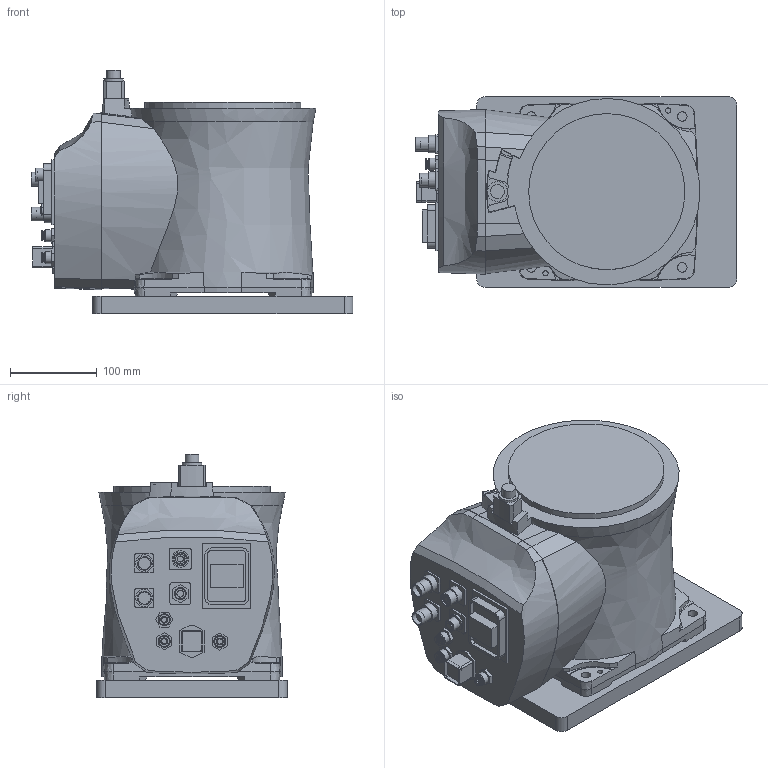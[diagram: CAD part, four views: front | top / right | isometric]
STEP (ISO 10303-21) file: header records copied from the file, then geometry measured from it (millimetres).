
FILE_DESCRIPTION(('FreeCAD Model'),'2;1');
FILE_NAME( 'kuka_base.step', '2020-12-26T09:01:33',('Author'),(''), 'Open CASCADE STEP processor 7.3','FreeCAD','Unknown');
FILE_SCHEMA(('AUTOMOTIVE_DESIGN { 1 0 10303 214 1 1 1 1 }'));
Length unit declared in the file: millimetre
Products named in the file (2): Robot_mountplate_20mm; KR6_KR10_R900_sixx_1
Bounding box: 371 x 220 x 280.8 mm (x, y, z)
Volume: 11825200.9 mm3; surface area: 474551.1 mm2
Topology: 2 solids, 2 shells, 331 faces, 857 edges, 578 vertices
Faces by surface type: plane 182, cylinder 85, bspline 35, cone 26, sphere 3
Full cylindrical faces by diameter (mm): 6 x5, 7 x1, 8 x4, 9 x3, 11 x5, 11.8 x3, 12 x1, 14 x7, 16 x4, 19 x1, 20 x2, 23 x1, 180 x1
Entity records: 27960 total; most frequent: CARTESIAN_POINT 9085, DIRECTION 2907, ORIENTED_EDGE 1714, PCURVE 1714, DEFINITIONAL_REPRESENTATION 1714, LINE 1475, VECTOR 1475, EDGE_CURVE 857
